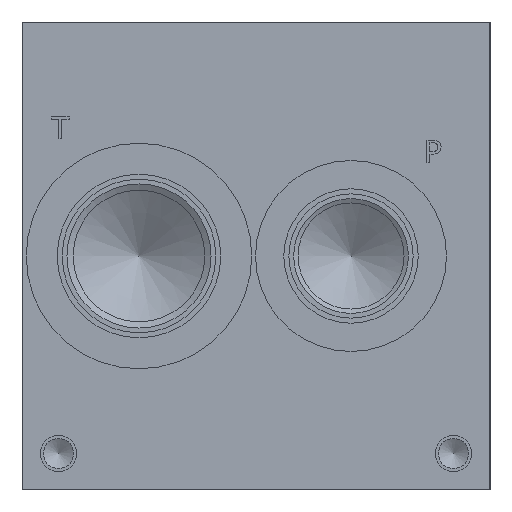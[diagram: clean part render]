
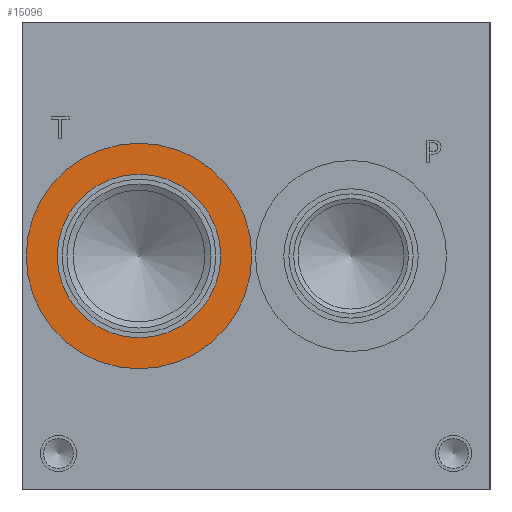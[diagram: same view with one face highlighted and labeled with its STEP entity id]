
A CAD part, left-side view. The second image highlights one B-rep face of the part: STEP entity #15096.
In plain terms, the highlighted planar face has unit normal (-1, 0, 0).
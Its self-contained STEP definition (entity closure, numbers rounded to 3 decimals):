
#289=CIRCLE('',#15809,24.486);
#290=CIRCLE('',#15810,24.486);
#291=CIRCLE('',#15811,17.755);
#647=FACE_BOUND('',#2807,.T.);
#1932=FACE_OUTER_BOUND('',#2806,.T.);
#2806=EDGE_LOOP('',(#12620,#12621));
#2807=EDGE_LOOP('',(#12622));
#6857=VERTEX_POINT('',#25625);
#6858=VERTEX_POINT('',#25626);
#6859=VERTEX_POINT('',#25629);
#8868=EDGE_CURVE('',#6857,#6858,#289,.T.);
#8869=EDGE_CURVE('',#6858,#6857,#290,.T.);
#8870=EDGE_CURVE('',#6859,#6859,#291,.T.);
#12620=ORIENTED_EDGE('',*,*,#8868,.T.);
#12621=ORIENTED_EDGE('',*,*,#8869,.T.);
#12622=ORIENTED_EDGE('',*,*,#8870,.F.);
#13887=PLANE('',#15808);
#15096=ADVANCED_FACE('',(#1932,#647),#13887,.T.);
#15808=AXIS2_PLACEMENT_3D('',#25624,#18493,#18494);
#15809=AXIS2_PLACEMENT_3D('',#25627,#18495,#18496);
#15810=AXIS2_PLACEMENT_3D('',#25628,#18497,#18498);
#15811=AXIS2_PLACEMENT_3D('',#25630,#18499,#18500);
#18493=DIRECTION('center_axis',(-1.,0.,0.));
#18494=DIRECTION('ref_axis',(0.,1.,0.));
#18495=DIRECTION('center_axis',(-1.,0.,0.));
#18496=DIRECTION('ref_axis',(0.,1.,0.));
#18497=DIRECTION('center_axis',(-1.,0.,0.));
#18498=DIRECTION('ref_axis',(0.,1.,0.));
#18499=DIRECTION('center_axis',(-1.,0.,0.));
#18500=DIRECTION('ref_axis',(0.,1.,0.));
#25624=CARTESIAN_POINT('Origin',(0.787,76.2,50.8));
#25625=CARTESIAN_POINT('',(0.787,100.686,50.8));
#25626=CARTESIAN_POINT('',(0.787,51.714,50.8));
#25627=CARTESIAN_POINT('Origin',(0.787,76.2,50.8));
#25628=CARTESIAN_POINT('Origin',(0.787,76.2,50.8));
#25629=CARTESIAN_POINT('',(0.787,58.445,50.8));
#25630=CARTESIAN_POINT('Origin',(0.787,76.2,50.8));
